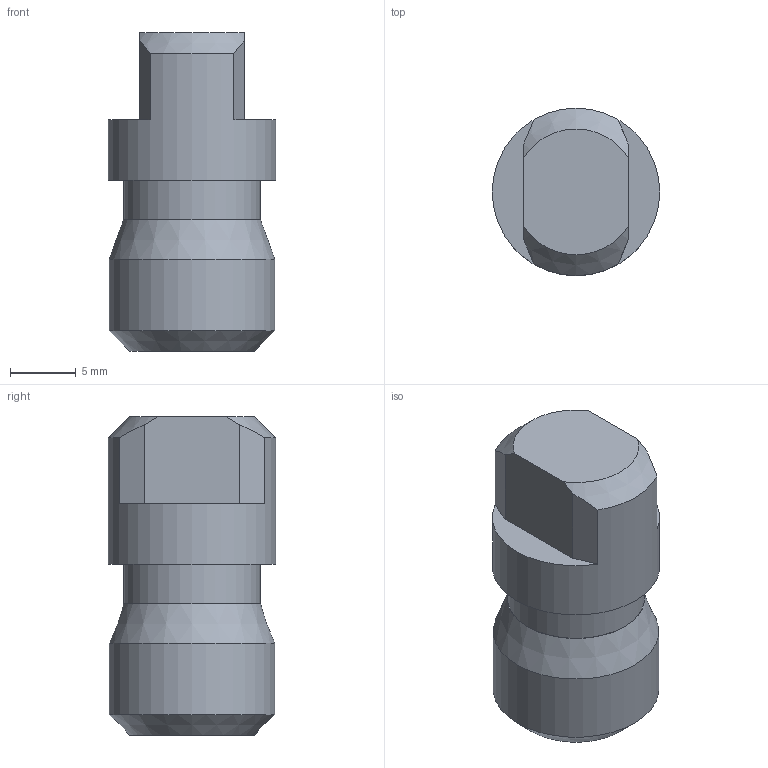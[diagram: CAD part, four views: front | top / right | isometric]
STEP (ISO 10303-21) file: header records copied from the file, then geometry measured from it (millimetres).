
FILE_DESCRIPTION(/* description */ (''),/* implementation_level */ '2;1');
FILE_NAME(/* name */ '[S1026] Legacy Pin.step',/* time_stamp */ '2024-09-18T11:08:04-04:00',/* author */ (''),/* organization */ (''),/* preprocessor_version */ 'ST-DEVELOPER v20',/* originating_system */ 'Autodesk Translation Framework v13.14.0.145',/* authorisation */ '');
FILE_SCHEMA (('AUTOMOTIVE_DESIGN { 1 0 10303 214 3 1 1 }'));
Length unit declared in the file: inch
Products named in the file (1): Pin Body
Bounding box: 12.7 x 12.7 x 24.13 mm (x, y, z)
Volume: 2545.5 mm3; surface area: 1141.4 mm2
Topology: 1 solids, 1 shells, 19 faces, 44 edges, 29 vertices
Faces by surface type: plane 12, cone 4, cylinder 3
Full cylindrical faces by diameter (mm): 10.338 x1, 12.563 x1, 12.7 x1
Entity records: 579 total; most frequent: CARTESIAN_POINT 109, DIRECTION 91, ORIENTED_EDGE 88, EDGE_CURVE 44, AXIS2_PLACEMENT_3D 35, VERTEX_POINT 29, EDGE_LOOP 21, LINE 21
